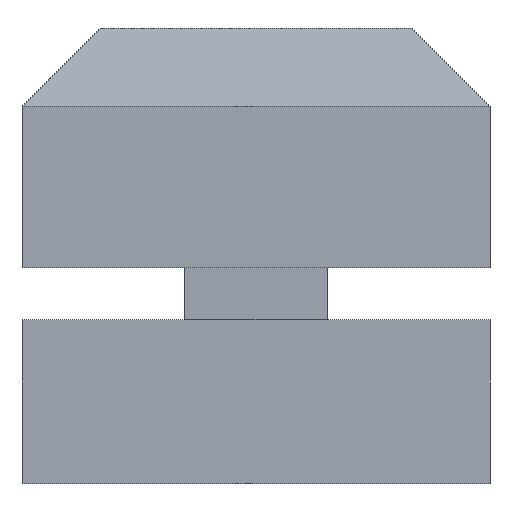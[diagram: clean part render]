
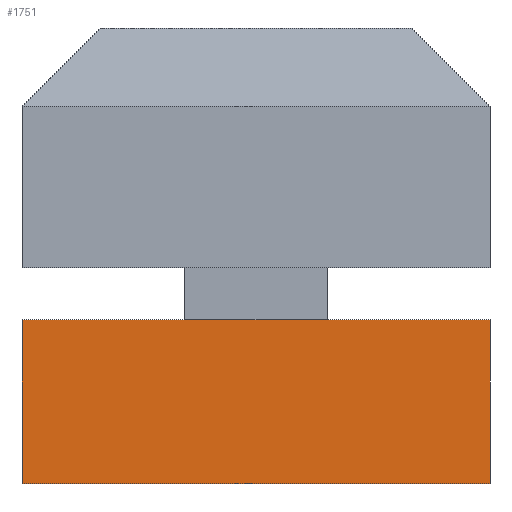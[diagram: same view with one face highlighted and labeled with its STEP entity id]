
A CAD part, front view. The second image highlights one B-rep face of the part: STEP entity #1751.
In plain terms, the highlighted planar face has unit normal (0, -1, 0).
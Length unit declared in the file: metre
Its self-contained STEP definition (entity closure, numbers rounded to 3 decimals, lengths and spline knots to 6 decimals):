
#233=ORIENTED_EDGE('',*,*,#699,.F.);
#234=ORIENTED_EDGE('',*,*,#703,.F.);
#235=ORIENTED_EDGE('',*,*,#704,.T.);
#236=ORIENTED_EDGE('',*,*,#705,.T.);
#699=EDGE_CURVE('',#940,#941,#1106,.T.);
#703=EDGE_CURVE('',#944,#940,#1110,.T.);
#704=EDGE_CURVE('',#944,#945,#1111,.T.);
#705=EDGE_CURVE('',#945,#941,#1112,.T.);
#940=VERTEX_POINT('',#2523);
#941=VERTEX_POINT('',#2524);
#944=VERTEX_POINT('',#2532);
#945=VERTEX_POINT('',#2534);
#1106=LINE('',#2522,#1315);
#1110=LINE('',#2531,#1319);
#1111=LINE('',#2533,#1320);
#1112=LINE('',#2535,#1321);
#1315=VECTOR('',#2039,1.);
#1319=VECTOR('',#2045,1.);
#1320=VECTOR('',#2046,1.);
#1321=VECTOR('',#2047,1.);
#1470=EDGE_LOOP('',(#233,#234,#235,#236));
#1577=FACE_BOUND('',#1470,.T.);
#1677=PLANE('',#1862);
#1751=ADVANCED_FACE('',(#1577),#1677,.T.);
#1862=AXIS2_PLACEMENT_3D('',#2530,#2043,#2044);
#2039=DIRECTION('',(1.,0.,0.));
#2043=DIRECTION('',(0.,-1.,0.));
#2044=DIRECTION('',(0.,0.,-1.));
#2045=DIRECTION('',(0.,0.,1.));
#2046=DIRECTION('',(1.,0.,0.));
#2047=DIRECTION('',(0.,0.,1.));
#2522=CARTESIAN_POINT('',(0.045,-0.045,-0.01));
#2523=CARTESIAN_POINT('',(0.,-0.045,-0.01));
#2524=CARTESIAN_POINT('',(0.09,-0.045,-0.01));
#2530=CARTESIAN_POINT('',(0.045,-0.045,-0.0415));
#2531=CARTESIAN_POINT('',(0.,-0.045,-0.0415));
#2532=CARTESIAN_POINT('',(0.,-0.045,-0.0415));
#2533=CARTESIAN_POINT('',(0.045,-0.045,-0.0415));
#2534=CARTESIAN_POINT('',(0.09,-0.045,-0.0415));
#2535=CARTESIAN_POINT('',(0.09,-0.045,-0.0415));
